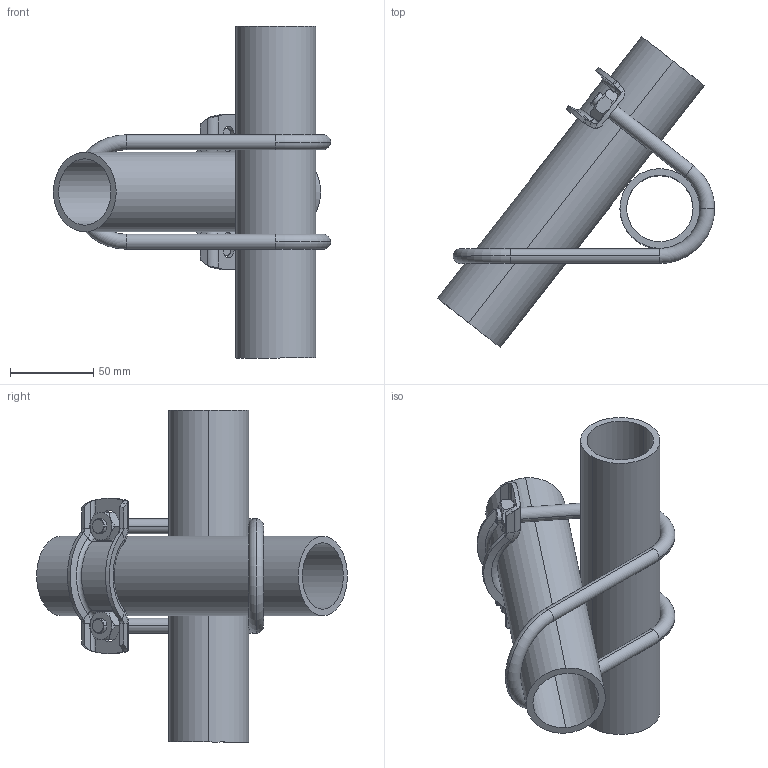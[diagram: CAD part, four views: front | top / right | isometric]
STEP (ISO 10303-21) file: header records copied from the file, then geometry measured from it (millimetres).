
FILE_DESCRIPTION (( 'STEP AP203' ), '1' );
FILE_NAME ('T25150.STEP', '2018-07-18T07:57:38', ( '' ), ( '' ), 'SwSTEP 2.0', 'SolidWorks 2016', '' );
FILE_SCHEMA (( 'CONFIG_CONTROL_DESIGN' ));
Length unit declared in the file: millimetre
Products named in the file (4): T25150 TUBE; T25150; T25150-1; T25150-2_Default<As Machined>
Assembly tree (4 placements, depth 2):
  T25150
    T25150-2_Default<As Machined>
    T25150-1
    T25150 TUBE  x2
Bounding box: 167.01 x 187.15 x 200 mm (x, y, z)
Volume: 269493.3 mm3; surface area: 138339.4 mm2
Topology: 4 solids, 4 shells, 142 faces, 330 edges, 196 vertices
Faces by surface type: plane 42, cylinder 40, cone 30, torus 22, bspline 8
Entity records: 4946 total; most frequent: CARTESIAN_POINT 1473, DIRECTION 646, ORIENTED_EDGE 636, EDGE_CURVE 318, AXIS2_PLACEMENT_3D 265, VERTEX_POINT 188, EDGE_LOOP 142, ADVANCED_FACE 136
